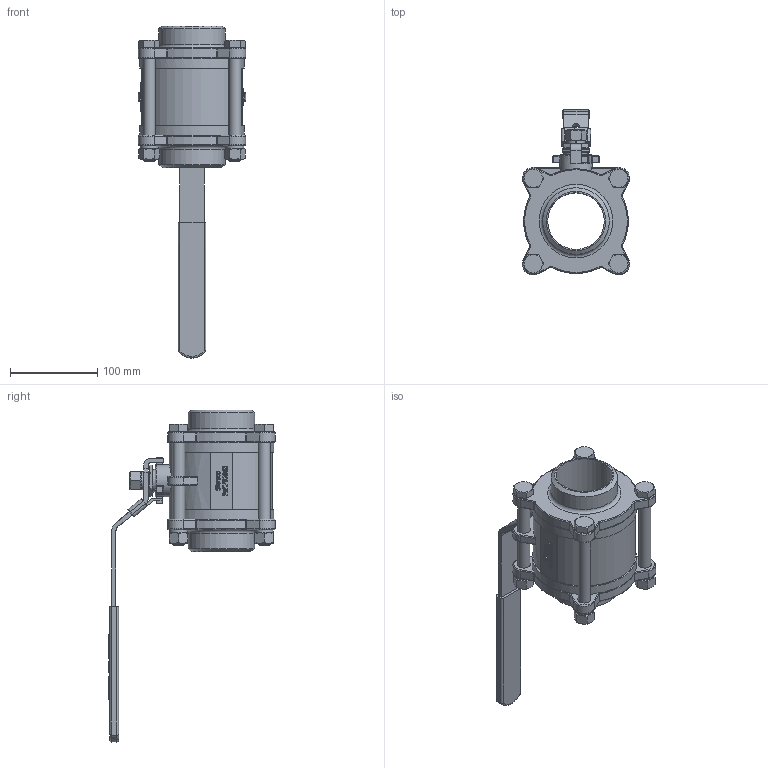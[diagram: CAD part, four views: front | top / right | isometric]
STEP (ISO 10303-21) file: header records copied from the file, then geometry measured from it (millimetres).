
FILE_DESCRIPTION(/* description */ ('791065'),/* implementation_level */ '2;1');
FILE_NAME(/* name */ '791065.stp',/* time_stamp */ '2015-10-06T15:47:46+02:00',/* author */ ('jmorand'),/* organization */ ('Sferaco'),/* preprocessor_version */ 'ST-DEVELOPER v16.1',/* originating_system */ 'Autodesk Inventor 2016',/* authorisation */ '');
FILE_SCHEMA (('AUTOMOTIVE_DESIGN { 1 0 10303 214 3 1 1 }'));
Length unit declared in the file: millimetre
Products named in the file (1): 791065_bd
Bounding box: 123.28 x 190.64 x 381.23 mm (x, y, z)
Volume: 1193496.7 mm3; surface area: 185670.4 mm2
Topology: 1 solids, 2 shells, 1419 faces, 3691 edges, 2365 vertices
Faces by surface type: plane 616, bspline 452, cylinder 208, torus 83, cone 44, sphere 16
Full cylindrical faces by diameter (mm): 7.6 x1, 14 x8, 15 x10, 19.37 x4, 20 x1, 26 x1, 37 x1, 65 x1, 76.5 x2, 120 x2
Entity records: 48401 total; most frequent: CARTESIAN_POINT 15529, ORIENTED_EDGE 7228, DIRECTION 5152, EDGE_CURVE 3614, VERTEX_POINT 2340, LINE 1940, VECTOR 1940, AXIS2_PLACEMENT_3D 1606
